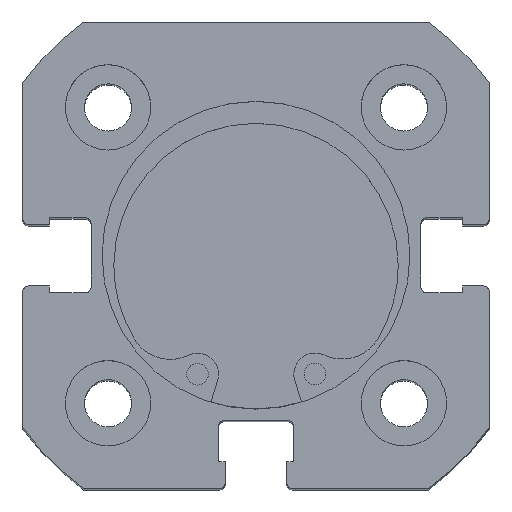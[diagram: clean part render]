
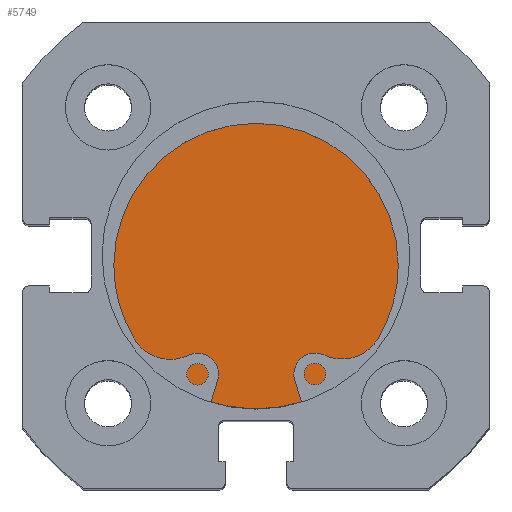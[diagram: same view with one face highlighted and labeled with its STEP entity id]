
A CAD part, top view. The second image highlights one B-rep face of the part: STEP entity #5749.
In plain terms, the highlighted face is planar.
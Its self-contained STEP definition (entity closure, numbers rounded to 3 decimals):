
#203 = EDGE_LOOP ( 'NONE', ( #3462, #3461 ) ) ;
#504 = CIRCLE ( 'NONE', #1644, 13.5 ) ;
#746 = FACE_OUTER_BOUND ( 'NONE', #203, .T. ) ;
#1292 = EDGE_CURVE ( 'NONE', #1928, #1894, #4011, .T. ) ;
#1553 = AXIS2_PLACEMENT_3D ( 'NONE', #2767, #2775, #2776 ) ;
#1644 = AXIS2_PLACEMENT_3D ( 'NONE', #4708, #4710, #4711 ) ;
#1784 = AXIS2_PLACEMENT_3D ( 'NONE', #5157, #5160, #5161 ) ;
#1894 = VERTEX_POINT ( 'NONE', #4269 ) ;
#1928 = VERTEX_POINT ( 'NONE', #4304 ) ;
#2767 = CARTESIAN_POINT ( 'NONE',  ( 6., 0., 0. ) ) ;
#2775 = DIRECTION ( 'NONE',  ( -1., 0., 0. ) ) ;
#2776 = DIRECTION ( 'NONE',  ( 0., 0., 1. ) ) ;
#3461 = ORIENTED_EDGE ( 'NONE', *, *, #1292, .F. ) ;
#3462 = ORIENTED_EDGE ( 'NONE', *, *, #5632, .F. ) ;
#4011 = CIRCLE ( 'NONE', #1553, 13.5 ) ;
#4269 = CARTESIAN_POINT ( 'NONE',  ( 6., 0., 13.5 ) ) ;
#4304 = CARTESIAN_POINT ( 'NONE',  ( 6., 0., -13.5 ) ) ;
#4708 = CARTESIAN_POINT ( 'NONE',  ( 6., 0., 0. ) ) ;
#4710 = DIRECTION ( 'NONE',  ( -1., 0., 0. ) ) ;
#4711 = DIRECTION ( 'NONE',  ( 0., 0., 1. ) ) ;
#5157 = CARTESIAN_POINT ( 'NONE',  ( 6., 13.5, 0. ) ) ;
#5158 = PLANE ( 'NONE',  #1784 ) ;
#5160 = DIRECTION ( 'NONE',  ( -1., 0., 0. ) ) ;
#5161 = DIRECTION ( 'NONE',  ( 0., 0., 1. ) ) ;
#5632 = EDGE_CURVE ( 'NONE', #1894, #1928, #504, .T. ) ;
#5749 = ADVANCED_FACE ( 'NONE', ( #746 ), #5158, .F. ) ;
